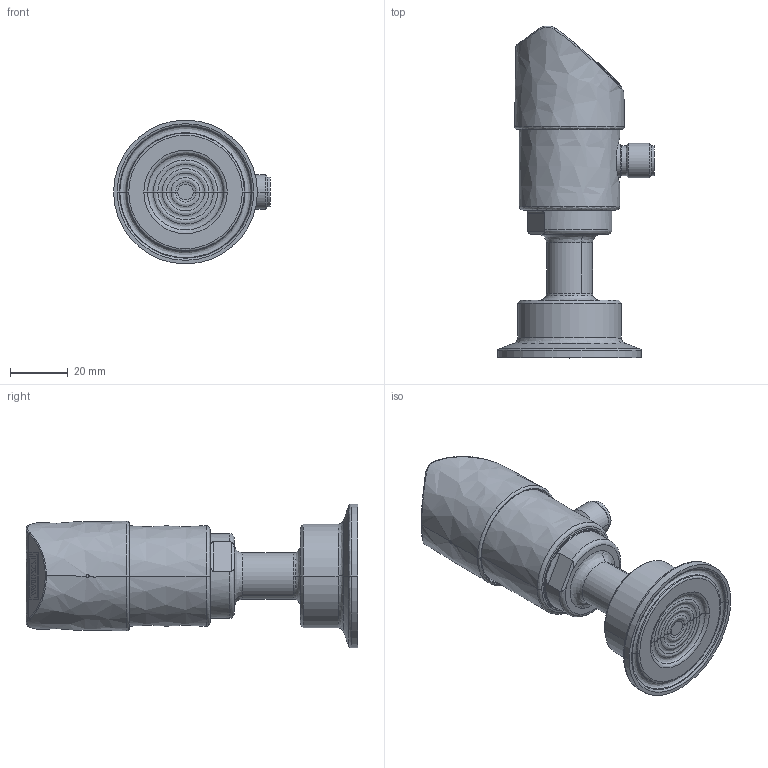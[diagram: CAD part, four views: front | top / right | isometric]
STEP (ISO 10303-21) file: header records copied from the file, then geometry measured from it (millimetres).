
FILE_DESCRIPTION((''),'2;1');
FILE_NAME('14019848______________SW0003','2011-09-06T',('weissm'),(''),'PRO/ENGINEER BY PARAMETRIC TECHNOLOGY CORPORATION, 2009380','PRO/ENGINEER BY PARAMETRIC TECHNOLOGY CORPORATION, 2009380','');
FILE_SCHEMA(('AUTOMOTIVE_DESIGN_CC2 { 1 2 10303 214 -1 1 5 2 }'));
Length unit declared in the file: millimetre
Products named in the file (1): 14019848______________SW0003
Bounding box: 54.5 x 115.36 x 50 mm (x, y, z)
Volume: 92888.6 mm3; surface area: 19314.2 mm2
Topology: 1 solids, 4 shells, 618 faces, 1590 edges, 1012 vertices
Faces by surface type: bspline 618
Entity records: 34219 total; most frequent: CARTESIAN_POINT 17786, ORIENTED_EDGE 3180, EDGE_CURVE 1590, DIRECTION 1318, VERTEX_POINT 1012, VECTOR 688, LINE 688, EDGE_LOOP 660
